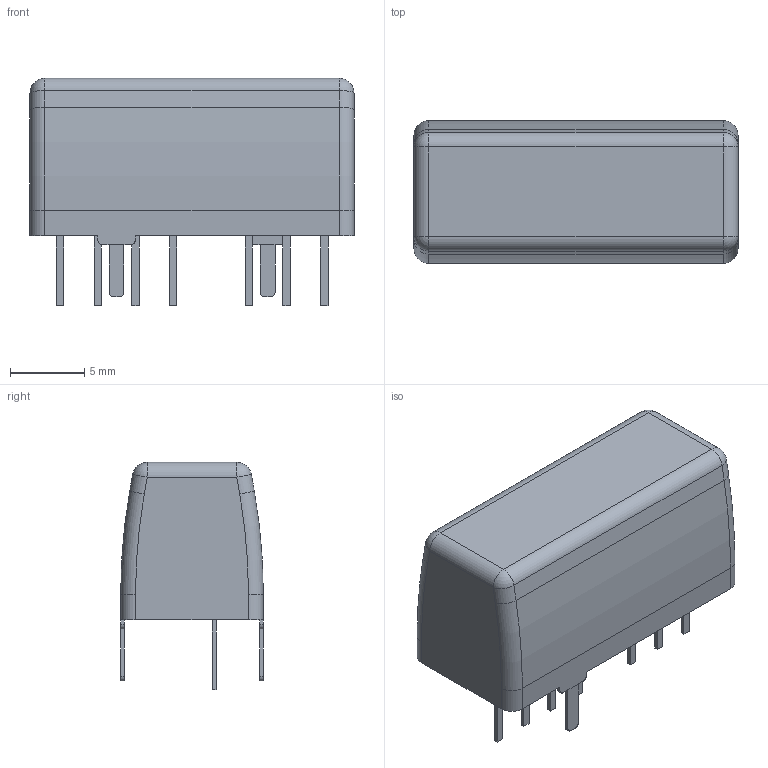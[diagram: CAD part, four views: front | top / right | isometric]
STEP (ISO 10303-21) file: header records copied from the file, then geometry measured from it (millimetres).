
FILE_DESCRIPTION((' '),'2;1');
FILE_NAME( 'TVN3.stp', '2022-09-04T12:21:46', (' '), ('--- Datakit www.datakit.com---'), ' Datakit CrossCadWare V2022.3 Jun 15 2022', 'DATAKIT 2022 (c)', ' ');
FILE_SCHEMA(('AP242_MANAGED_MODEL_BASED_3D_ENGINEERING_MIM_LF { 1 0 10303 442 1 1 4 }'));
Length unit declared in the file: millimetre
Products named in the file (1): TVN3
Bounding box: 21.8 x 9.6 x 15.3 mm (x, y, z)
Volume: 2079.3 mm3; surface area: 1068.2 mm2
Topology: 1 solids, 1 shells, 93 faces, 228 edges, 140 vertices
Faces by surface type: plane 63, cylinder 22, torus 4, sphere 4
Entity records: 2732 total; most frequent: DIRECTION 460, CARTESIAN_POINT 458, ORIENTED_EDGE 448, EDGE_CURVE 224, VECTOR 176, LINE 176, AXIS2_PLACEMENT_3D 142, VERTEX_POINT 140
